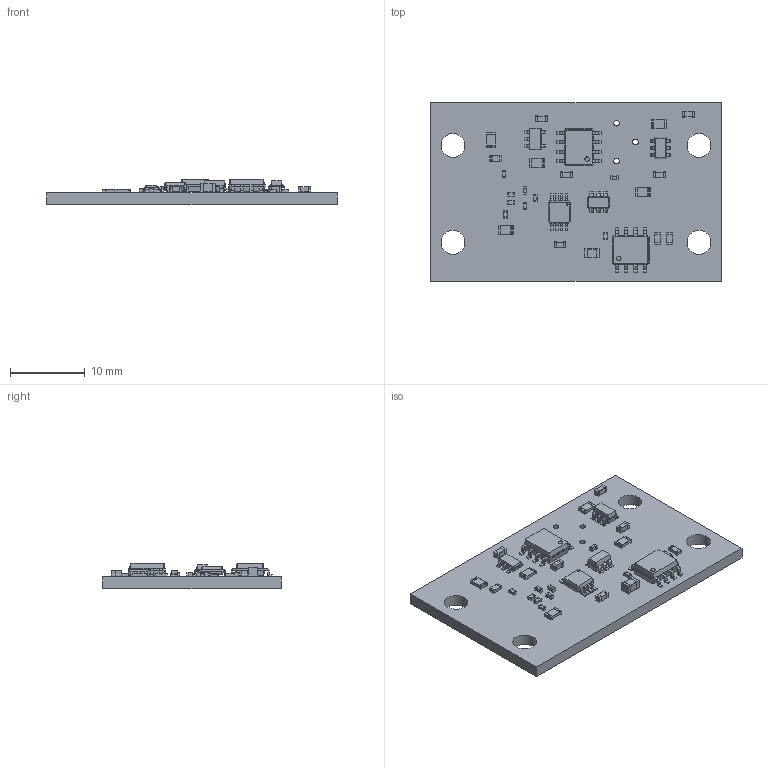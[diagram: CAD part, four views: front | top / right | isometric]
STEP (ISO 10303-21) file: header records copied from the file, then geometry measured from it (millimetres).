
FILE_DESCRIPTION(('KiCad electronic assembly'),'2;1');
FILE_NAME('howland.step','2024-09-23T19:32:42',('Pcbnew'),('Kicad'), 'Open CASCADE STEP processor 7.7','KiCad to STEP converter','Unknown' );
FILE_SCHEMA(('AUTOMOTIVE_DESIGN { 1 0 10303 214 1 1 1 1 }'));
Length unit declared in the file: millimetre
Products named in the file (22): howland 1; R_0402_1005Metric; SOLID; L_0805_2012Metric; C_0402_1005Metric; R_0603_1608Metric; VSSOP-8_3.0x3.0mm_P0.65mm; TSOT-23-5; SOT-23-6; SOIC-8_3.9x4.9mm_P1.27mm; R_0805_2012Metric; C_0603_1608Metric; howland PCB
Assembly tree (40 placements, depth 3):
  howland 1
    R_0402_1005Metric  x4
      SOLID
    L_0805_2012Metric
      SOLID
    C_0402_1005Metric  x5
      SOLID
    R_0603_1608Metric  x3
      SOLID
    VSSOP-8_3.0x3.0mm_P0.65mm
      SOLID
    TSOT-23-5
      SOLID
    SOT-23-6  x2
      SOLID
    SOIC-8_3.9x4.9mm_P1.27mm  x2
      SOLID
    R_0805_2012Metric  x5
      SOLID
    C_0603_1608Metric  x5
      SOLID
    howland PCB
Bounding box: 39 x 24 x 3.4 mm (x, y, z)
Volume: 1547.2 mm3; surface area: 2476.6 mm2
Topology: 30 solids, 30 shells, 1458 faces, 3763 edges, 2390 vertices
Faces by surface type: plane 871, cylinder 402, bspline 185
Full cylindrical faces by diameter (mm): 0.25 x1, 0.6 x2, 0.762 x3, 3.2 x4
Entity records: 51669 total; most frequent: CARTESIAN_POINT 9701, DIRECTION 6635, LINE 4481, VECTOR 4481, ORIENTED_EDGE 3708, PCURVE 3708, DEFINITIONAL_REPRESENTATION 3708, EDGE_CURVE 1854
